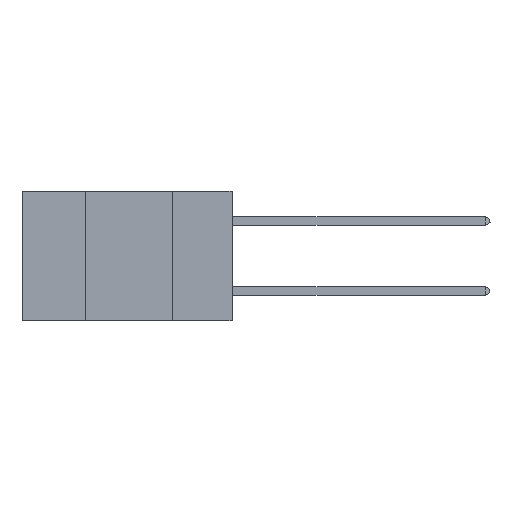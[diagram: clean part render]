
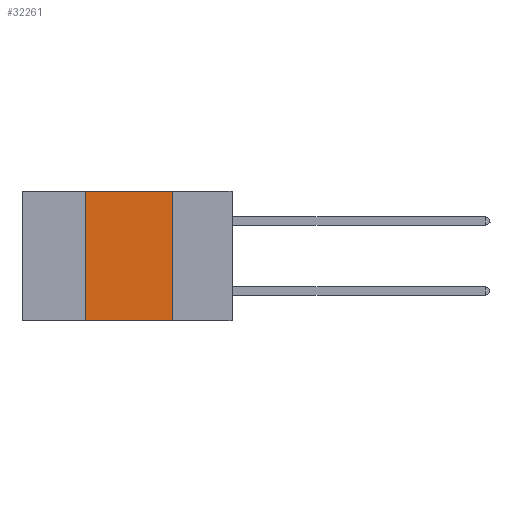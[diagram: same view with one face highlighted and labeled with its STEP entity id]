
A CAD part, left-side view. The second image highlights one B-rep face of the part: STEP entity #32261.
In plain terms, the highlighted planar face has unit normal (-1, 0, 0).
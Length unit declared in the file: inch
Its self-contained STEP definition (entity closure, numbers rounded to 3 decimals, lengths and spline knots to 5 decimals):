
#498 = DIRECTION ( 'NONE',  ( 0., -1., 0. ) ) ;
#525 = DIRECTION ( 'NONE',  ( 1., 0., 0. ) ) ;
#1208 = ORIENTED_EDGE ( 'NONE', *, *, #9658, .F. ) ;
#1246 = LINE ( 'NONE', #2885, #26210 ) ;
#1688 = ORIENTED_EDGE ( 'NONE', *, *, #14719, .T. ) ;
#2885 = CARTESIAN_POINT ( 'NONE',  ( 0., 0.6, -0.37 ) ) ;
#3317 = CARTESIAN_POINT ( 'NONE',  ( 0., 0.6, 0. ) ) ;
#3531 = CARTESIAN_POINT ( 'NONE',  ( 0., 0.6, 0. ) ) ;
#3732 = CARTESIAN_POINT ( 'NONE',  ( 0., 0.17, -0.37 ) ) ;
#4547 = EDGE_CURVE ( 'NONE', #31936, #18085, #5212, .T. ) ;
#5212 = LINE ( 'NONE', #37224, #38057 ) ;
#6113 = AXIS2_PLACEMENT_3D ( 'NONE', #3317, #525, #24363 ) ;
#9434 = CARTESIAN_POINT ( 'NONE',  ( 0., 0.42, 0. ) ) ;
#9658 = EDGE_CURVE ( 'NONE', #26745, #31936, #20198, .T. ) ;
#13573 = CARTESIAN_POINT ( 'NONE',  ( 0., 0.17, 0. ) ) ;
#14187 = VERTEX_POINT ( 'NONE', #16752 ) ;
#14635 = LINE ( 'NONE', #33957, #32472 ) ;
#14719 = EDGE_CURVE ( 'NONE', #14187, #18085, #1246, .T. ) ;
#15081 = DIRECTION ( 'NONE',  ( 0., 0., -1. ) ) ;
#16752 = CARTESIAN_POINT ( 'NONE',  ( 0., 0.42, -0.37 ) ) ;
#17754 = EDGE_CURVE ( 'NONE', #14187, #26745, #14635, .T. ) ;
#18085 = VERTEX_POINT ( 'NONE', #3732 ) ;
#20198 = LINE ( 'NONE', #3531, #35192 ) ;
#24297 = DIRECTION ( 'NONE',  ( 0., -1., 0. ) ) ;
#24363 = DIRECTION ( 'NONE',  ( 0., 0., -1. ) ) ;
#26210 = VECTOR ( 'NONE', #24297, 39.37008 ) ;
#26253 = EDGE_LOOP ( 'NONE', ( #34403, #1208, #36147, #1688 ) ) ;
#26745 = VERTEX_POINT ( 'NONE', #9434 ) ;
#31936 = VERTEX_POINT ( 'NONE', #13573 ) ;
#32261 = ADVANCED_FACE ( 'NONE', ( #36188 ), #33641, .F. ) ;
#32472 = VECTOR ( 'NONE', #36945, 39.37008 ) ;
#33641 = PLANE ( 'NONE',  #6113 ) ;
#33957 = CARTESIAN_POINT ( 'NONE',  ( 0., 0.42, 0. ) ) ;
#34403 = ORIENTED_EDGE ( 'NONE', *, *, #4547, .F. ) ;
#35192 = VECTOR ( 'NONE', #498, 39.37008 ) ;
#36147 = ORIENTED_EDGE ( 'NONE', *, *, #17754, .F. ) ;
#36188 = FACE_OUTER_BOUND ( 'NONE', #26253, .T. ) ;
#36945 = DIRECTION ( 'NONE',  ( 0., 0., 1. ) ) ;
#37224 = CARTESIAN_POINT ( 'NONE',  ( 0., 0.17, 0. ) ) ;
#38057 = VECTOR ( 'NONE', #15081, 39.37008 ) ;
